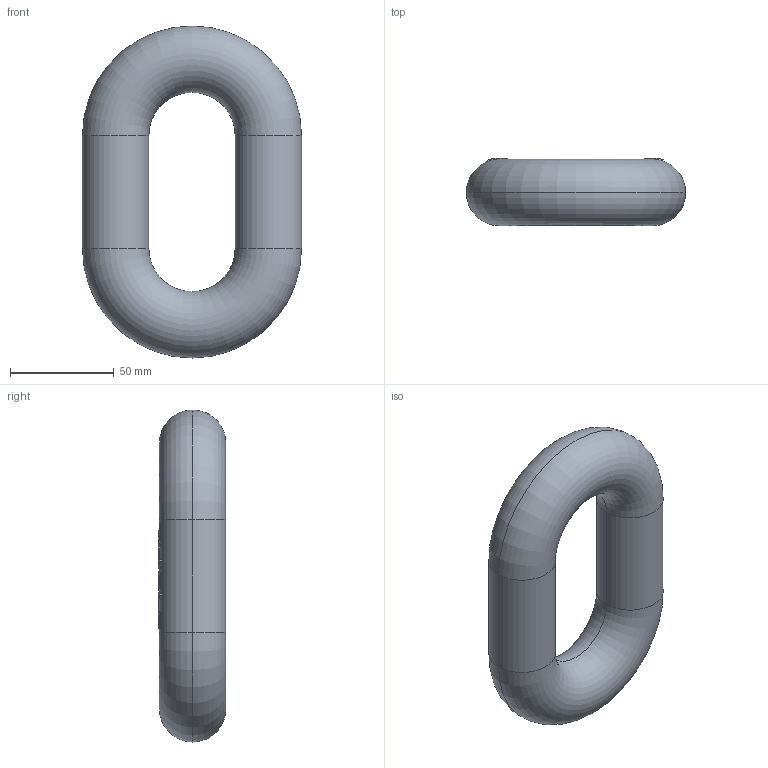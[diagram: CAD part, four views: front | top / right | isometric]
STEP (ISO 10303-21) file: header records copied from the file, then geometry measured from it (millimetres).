
FILE_DESCRIPTION((''),'2;1');
FILE_NAME('CM0012500_PRT','2018-08-30T',('net_ag'),(''),'PRO/ENGINEER BY PARAMETRIC TECHNOLOGY CORPORATION, 2017170','PRO/ENGINEER BY PARAMETRIC TECHNOLOGY CORPORATION, 2017170','');
FILE_SCHEMA(('CONFIG_CONTROL_DESIGN'));
Length unit declared in the file: millimetre
Products named in the file (1): CM0012500_PRT
Bounding box: 105.6 x 32.6 x 160 mm (x, y, z)
Volume: 273644.5 mm3; surface area: 34492.6 mm2
Topology: 1 solids, 1 shells, 216 faces, 607 edges, 402 vertices
Faces by surface type: plane 197, cylinder 15, torus 4
Entity records: 6963 total; most frequent: CARTESIAN_POINT 1621, ORIENTED_EDGE 1214, DIRECTION 951, EDGE_CURVE 607, VERTEX_POINT 402, AXIS2_PLACEMENT_3D 322, VECTOR 307, LINE 307
